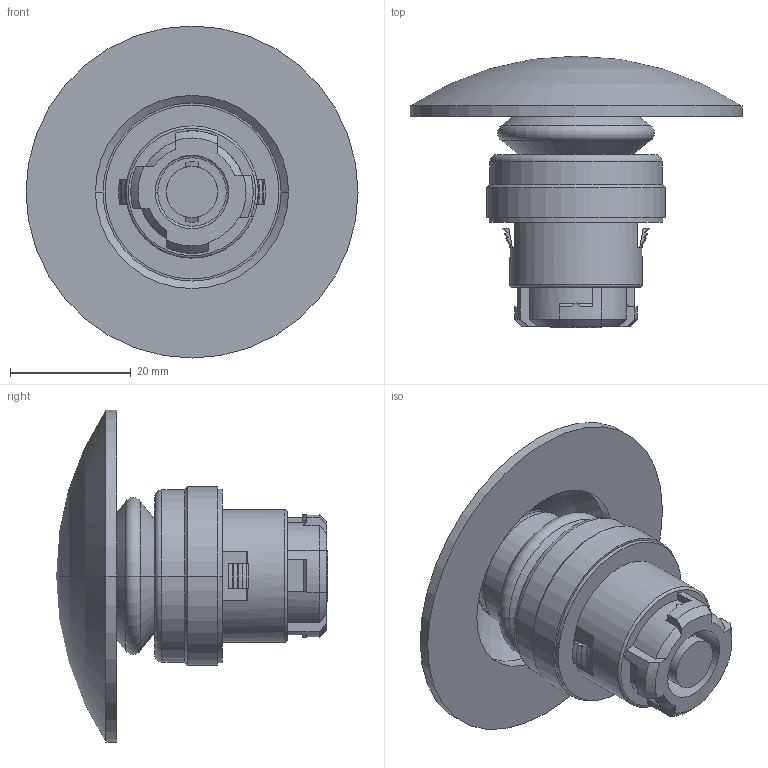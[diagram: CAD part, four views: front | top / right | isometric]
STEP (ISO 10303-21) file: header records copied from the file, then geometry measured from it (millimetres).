
FILE_DESCRIPTION((''),'2;1');
FILE_NAME('EDP55____SW0002','2020-12-10T13:30:55',('CJForbach'),(''),'CREO PARAMETRIC BY PTC INC, 2019444','CREO PARAMETRIC BY PTC INC, 2019444','');
FILE_SCHEMA(('CONFIG_CONTROL_DESIGN'));
Length unit declared in the file: millimetre
Products named in the file (1): EDP55____SW0002
Bounding box: 55 x 45 x 55 mm (x, y, z)
Volume: 27316.5 mm3; surface area: 11167.1 mm2
Topology: 1 solids, 1 shells, 180 faces, 484 edges, 306 vertices
Faces by surface type: plane 73, cylinder 50, cone 37, torus 16, sphere 4
Entity records: 5934 total; most frequent: CARTESIAN_POINT 1370, ORIENTED_EDGE 964, DIRECTION 960, EDGE_CURVE 482, AXIS2_PLACEMENT_3D 376, VERTEX_POINT 306, VECTOR 208, LINE 208
